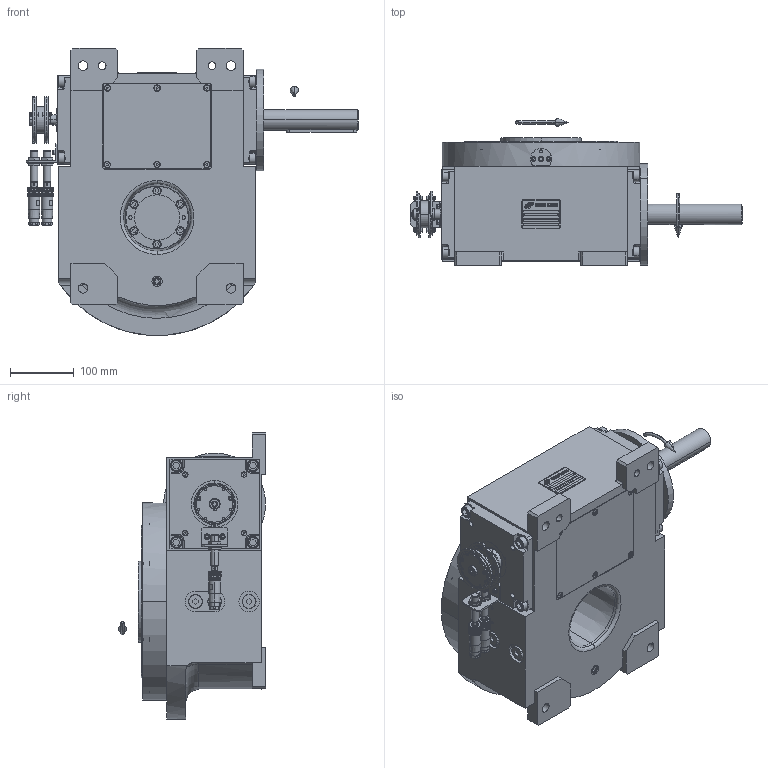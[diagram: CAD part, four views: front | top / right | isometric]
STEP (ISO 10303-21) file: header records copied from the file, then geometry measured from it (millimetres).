
FILE_DESCRIPTION (( 'STEP AP203' ), '1' );
FILE_NAME ('PC5201567.step', '2025-10-17T12:15:16', ( '' ), ( '' ), 'SwSTEP 2.0', 'SolidWorks 2020', '' );
FILE_SCHEMA (( 'CONFIG_CONTROL_DESIGN' ));
Length unit declared in the file: millimetre
Products named in the file (92): 900_00_00_005; cfn2155_01_195; cfn2000_01_099; AS_900_00_00_005; cfn2000_01_081; cfn2070_05_009; cfn2356_03_053; cfn2000_01_185; cfn2000_01_126; AS_rig09_002_bl_008; cfn2107_01_001; cfn2055_01_002; cfn2000_01_161; AS_cfn2476_01_002_60x46; cfn2077_01_036; AS_rig09_015; freccia_angolare; 900_38_10_028; cfn2073_01_018; AS_rig09_016; cfn2003_01_054; AS_900_38_10_028; rig09_002_bl_008; cfn2000_01_184; cfn2128_04_002; cfn2401_02_005; cfn2155_01_095; cfn2151_01_167; AS_rig09_071_9_m_s_001; AS_cfn2400_04_024; rig09_021; olio_agip_blasia_150; rig09_007_master; cfn2128_19_002; AS_rig09_004; rig09_003_9_s_001; cfn2115_02_194; cfn2104_02_018; cfn2151_01_170; cfn2151_01_115 ...
Assembly tree (84 placements, depth 3):
  cfn2356_03_053
  cfn2077_01_036
  cfn2151_01_167
  olio_agip_blasia_150
  rig09_007_master
Bounding box: 520.5 x 231 x 450 mm (x, y, z)
Volume: 5145755.7 mm3; surface area: 1329968.9 mm2
Topology: 74 solids, 74 shells, 4510 faces, 11413 edges, 7245 vertices
Faces by surface type: plane 2163, cylinder 1518, cone 776, torus 47, sphere 4, bspline 2
Entity records: 116667 total; most frequent: CARTESIAN_POINT 25289, DIRECTION 17147, ORIENTED_EDGE 16886, EDGE_CURVE 8443, AXIS2_PLACEMENT_3D 6136, VERTEX_POINT 5419, VECTOR 4875, LINE 4875
